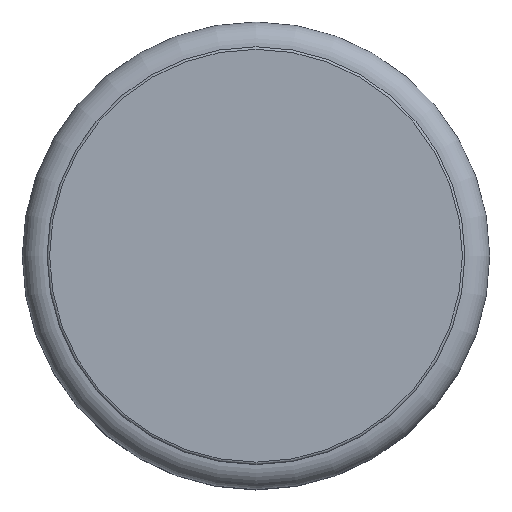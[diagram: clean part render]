
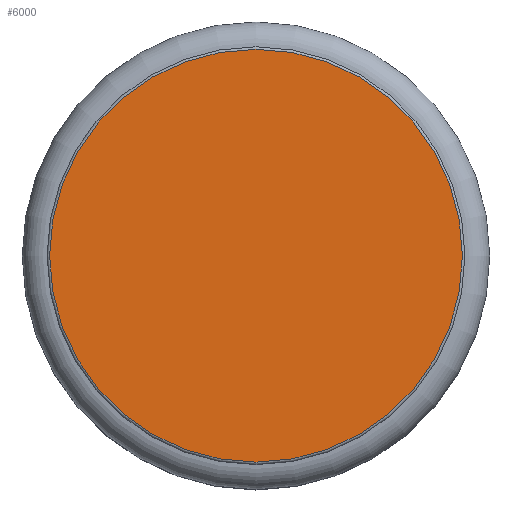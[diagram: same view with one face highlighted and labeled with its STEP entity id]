
A CAD part, top view. The second image highlights one B-rep face of the part: STEP entity #6000.
In plain terms, the highlighted planar face has unit normal (0, 0, 1).
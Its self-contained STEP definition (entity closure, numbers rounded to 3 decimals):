
#5979 = VERTEX_POINT('',#5980);
#5980 = CARTESIAN_POINT('',(4.15,2.,6.6));
#5989 = EDGE_CURVE('',#5979,#5979,#5990,.T.);
#5990 = CIRCLE('',#5991,4.15);
#5991 = AXIS2_PLACEMENT_3D('',#5992,#5993,#5994);
#5992 = CARTESIAN_POINT('',(0.,2.,6.6));
#5993 = DIRECTION('',(0.,0.,1.));
#5994 = DIRECTION('',(1.,0.,0.));
#6000 = ADVANCED_FACE('',(#6001),#6004,.T.);
#6001 = FACE_BOUND('',#6002,.T.);
#6002 = EDGE_LOOP('',(#6003));
#6003 = ORIENTED_EDGE('',*,*,#5989,.T.);
#6004 = PLANE('',#6005);
#6005 = AXIS2_PLACEMENT_3D('',#6006,#6007,#6008);
#6006 = CARTESIAN_POINT('',(0.,2.,6.6));
#6007 = DIRECTION('',(0.,0.,1.));
#6008 = DIRECTION('',(1.,0.,0.));
